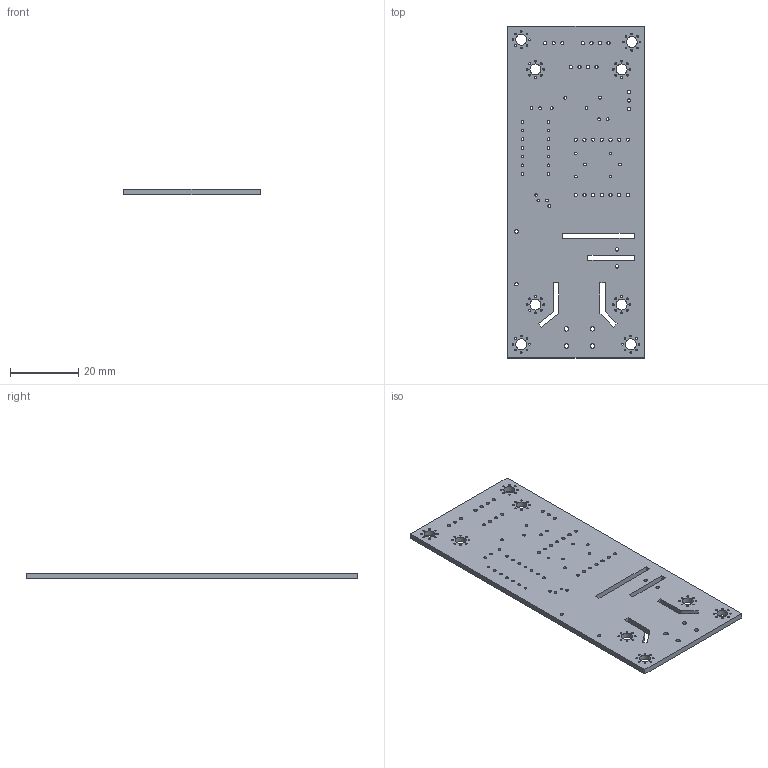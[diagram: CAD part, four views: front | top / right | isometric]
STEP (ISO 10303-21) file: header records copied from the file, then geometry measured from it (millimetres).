
FILE_DESCRIPTION(('KiCad electronic assembly'),'2;1');
FILE_NAME('PZEM-Stack R1.step','2023-10-15T18:34:06',('Pcbnew'),('Kicad' ),'Open CASCADE STEP processor 7.7','KiCad to STEP converter', 'Unknown');
FILE_SCHEMA(('AUTOMOTIVE_DESIGN { 1 0 10303 214 1 1 1 1 }'));
Length unit declared in the file: millimetre
Products named in the file (2): PZEM-Stack R1 1; PZEM-Stack R1 PCB
Assembly tree (1 placements, depth 2):
  PZEM-Stack R1 1
    PZEM-Stack R1 PCB
Bounding box: 40 x 97 x 1.6 mm (x, y, z)
Volume: 5863.9 mm3; surface area: 8588.1 mm2
Topology: 1 solids, 1 shells, 166 faces, 492 edges, 328 vertices
Faces by surface type: cylinder 140, plane 26
Full cylindrical faces by diameter (mm): 0.5 x64, 0.8 x32, 0.95 x28, 1 x4, 1.3 x4, 3.2 x8
Entity records: 13577 total; most frequent: CARTESIAN_POINT 3652, DIRECTION 1812, ORIENTED_EDGE 984, PCURVE 984, DEFINITIONAL_REPRESENTATION 984, LINE 916, VECTOR 916, EDGE_CURVE 492
